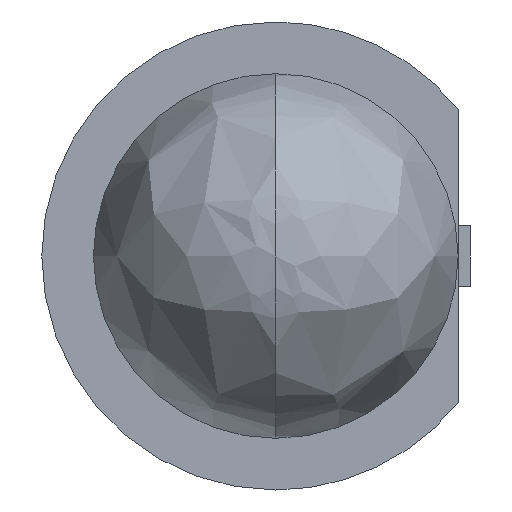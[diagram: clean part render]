
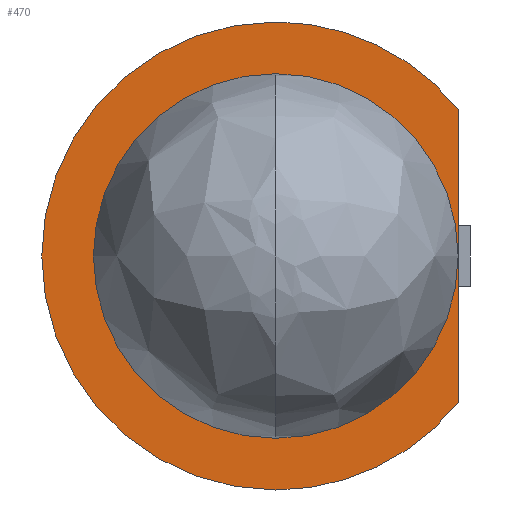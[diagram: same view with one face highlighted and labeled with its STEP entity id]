
A CAD part, front view. The second image highlights one B-rep face of the part: STEP entity #470.
In plain terms, the highlighted planar face has unit normal (0, -1, 0).
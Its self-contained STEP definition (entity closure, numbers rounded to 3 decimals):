
#44 = VERTEX_POINT('',#45);
#45 = CARTESIAN_POINT('',(1.263,-2.913,4.175)
  );
#51 = EDGE_CURVE('',#52,#44,#54,.T.);
#52 = VERTEX_POINT('',#53);
#53 = CARTESIAN_POINT('',(2.763,-2.913,3.457));
#54 = CIRCLE('',#55,1.925);
#55 = AXIS2_PLACEMENT_3D('',#56,#57,#58);
#56 = CARTESIAN_POINT('',(1.263,-2.913,2.25)
  );
#57 = DIRECTION('',(0.,-1.,0.));
#58 = DIRECTION('',(0.,0.,-1.));
#85 = VERTEX_POINT('',#86);
#86 = CARTESIAN_POINT('',(1.263,-2.913,0.325)
  );
#92 = EDGE_CURVE('',#44,#85,#93,.T.);
#93 = CIRCLE('',#94,1.925);
#94 = AXIS2_PLACEMENT_3D('',#95,#96,#97);
#95 = CARTESIAN_POINT('',(1.263,-2.913,2.25)
  );
#96 = DIRECTION('',(0.,-1.,0.));
#97 = DIRECTION('',(0.,0.,-1.));
#107 = EDGE_CURVE('',#108,#110,#112,.T.);
#108 = VERTEX_POINT('',#109);
#109 = CARTESIAN_POINT('',(1.263,-2.913,3.75
    ));
#110 = VERTEX_POINT('',#111);
#111 = CARTESIAN_POINT('',(1.263,-2.913,0.75
    ));
#112 = CIRCLE('',#113,1.5);
#113 = AXIS2_PLACEMENT_3D('',#114,#115,#116);
#114 = CARTESIAN_POINT('',(1.263,-2.913,2.25
    ));
#115 = DIRECTION('',(0.,1.,0.));
#116 = DIRECTION('',(0.,0.,-1.));
#261 = VERTEX_POINT('',#262);
#262 = CARTESIAN_POINT('',(2.763,-2.913,1.043));
#268 = EDGE_CURVE('',#85,#261,#269,.T.);
#269 = CIRCLE('',#270,1.925);
#270 = AXIS2_PLACEMENT_3D('',#271,#272,#273);
#271 = CARTESIAN_POINT('',(1.263,-2.913,2.25
    ));
#272 = DIRECTION('',(0.,-1.,0.));
#273 = DIRECTION('',(0.,0.,-1.));
#284 = VERTEX_POINT('',#285);
#285 = CARTESIAN_POINT('',(2.764,-2.913,3.457));
#293 = EDGE_CURVE('',#52,#284,#294,.T.);
#294 = LINE('',#295,#296);
#295 = CARTESIAN_POINT('',(2.763,-2.913,3.457));
#296 = VECTOR('',#297,1.);
#297 = DIRECTION('',(1.,0.,0.));
#309 = EDGE_CURVE('',#284,#310,#312,.T.);
#310 = VERTEX_POINT('',#311);
#311 = CARTESIAN_POINT('',(2.764,-2.913,1.043));
#312 = LINE('',#313,#314);
#313 = CARTESIAN_POINT('',(2.764,-2.913,2.25));
#314 = VECTOR('',#315,1.);
#315 = DIRECTION('',(0.,0.,-1.));
#332 = EDGE_CURVE('',#310,#261,#333,.T.);
#333 = LINE('',#334,#335);
#334 = CARTESIAN_POINT('',(2.763,-2.913,1.043));
#335 = VECTOR('',#336,1.);
#336 = DIRECTION('',(-1.,0.,0.));
#470 = ADVANCED_FACE('',(#471,#481),#489,.T.);
#471 = FACE_BOUND('',#472,.T.);
#472 = EDGE_LOOP('',(#473,#480));
#473 = ORIENTED_EDGE('',*,*,#474,.T.);
#474 = EDGE_CURVE('',#110,#108,#475,.T.);
#475 = CIRCLE('',#476,1.5);
#476 = AXIS2_PLACEMENT_3D('',#477,#478,#479);
#477 = CARTESIAN_POINT('',(1.263,-2.913,2.25
    ));
#478 = DIRECTION('',(0.,1.,0.));
#479 = DIRECTION('',(0.,0.,-1.));
#480 = ORIENTED_EDGE('',*,*,#107,.T.);
#481 = FACE_BOUND('',#482,.T.);
#482 = EDGE_LOOP('',(#483,#484,#485,#486,#487,#488));
#483 = ORIENTED_EDGE('',*,*,#309,.F.);
#484 = ORIENTED_EDGE('',*,*,#293,.F.);
#485 = ORIENTED_EDGE('',*,*,#51,.T.);
#486 = ORIENTED_EDGE('',*,*,#92,.T.);
#487 = ORIENTED_EDGE('',*,*,#268,.T.);
#488 = ORIENTED_EDGE('',*,*,#332,.F.);
#489 = PLANE('',#490);
#490 = AXIS2_PLACEMENT_3D('',#491,#492,#493);
#491 = CARTESIAN_POINT('',(-0.697,-2.913,
    4.213));
#492 = DIRECTION('',(0.,-1.,0.));
#493 = DIRECTION('',(0.,0.,-1.));
